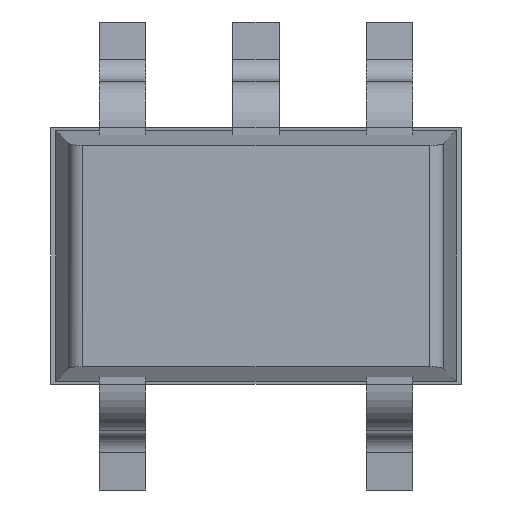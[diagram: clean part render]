
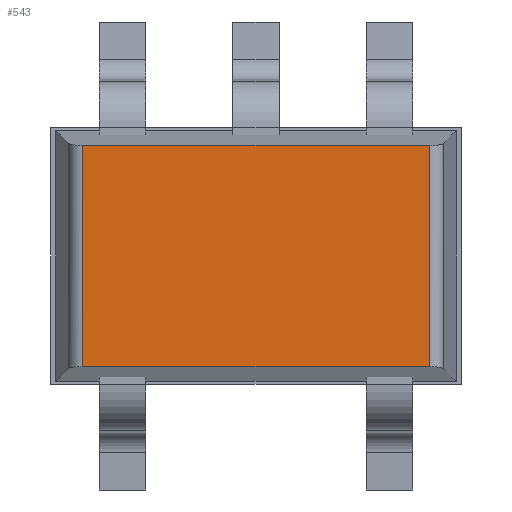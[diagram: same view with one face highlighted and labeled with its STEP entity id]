
A CAD part, front view. The second image highlights one B-rep face of the part: STEP entity #543.
In plain terms, the highlighted planar face has unit normal (0, -1, 0).
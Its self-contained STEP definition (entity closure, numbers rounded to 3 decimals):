
#227=DIRECTION('',(0.,0.,-1.));
#228=VECTOR('',#227,1.077);
#229=CARTESIAN_POINT('',(-0.845,-0.406,0.538));
#230=LINE('',#229,#228);
#263=DIRECTION('',(1.,0.,0.));
#264=VECTOR('',#263,1.689);
#265=CARTESIAN_POINT('',(-0.845,-0.406,0.538));
#266=LINE('',#265,#264);
#270=DIRECTION('',(1.,0.,0.));
#271=VECTOR('',#270,1.689);
#272=CARTESIAN_POINT('',(-0.845,-0.406,-0.538));
#273=LINE('',#272,#271);
#291=DIRECTION('',(0.,0.,1.));
#292=VECTOR('',#291,1.077);
#293=CARTESIAN_POINT('',(0.845,-0.406,-0.538));
#294=LINE('',#293,#292);
#357=CARTESIAN_POINT('',(-0.845,-0.406,0.538));
#358=CARTESIAN_POINT('',(-0.845,-0.406,-0.538));
#359=VERTEX_POINT('',#357);
#360=VERTEX_POINT('',#358);
#364=CARTESIAN_POINT('',(0.845,-0.406,-0.538));
#365=CARTESIAN_POINT('',(0.845,-0.406,0.538));
#366=VERTEX_POINT('',#364);
#367=VERTEX_POINT('',#365);
#529=CARTESIAN_POINT('',(0.,-0.406,0.));
#530=DIRECTION('',(0.,-1.,0.));
#531=DIRECTION('',(1.,0.,0.));
#532=AXIS2_PLACEMENT_3D('',#529,#530,#531);
#533=PLANE('',#532);
#534=ORIENTED_EDGE('',*,*,#519,.F.);
#536=ORIENTED_EDGE('',*,*,#535,.T.);
#538=ORIENTED_EDGE('',*,*,#537,.F.);
#540=ORIENTED_EDGE('',*,*,#539,.F.);
#541=EDGE_LOOP('',(#534,#536,#538,#540));
#542=FACE_OUTER_BOUND('',#541,.F.);
#543=ADVANCED_FACE('',(#542),#533,.T.);
#519=EDGE_CURVE('',#359,#360,#230,.T.);
#535=EDGE_CURVE('',#359,#367,#266,.T.);
#537=EDGE_CURVE('',#366,#367,#294,.T.);
#539=EDGE_CURVE('',#360,#366,#273,.T.);
